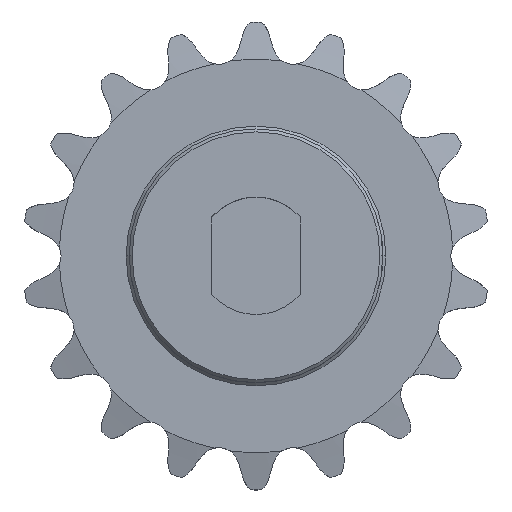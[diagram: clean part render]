
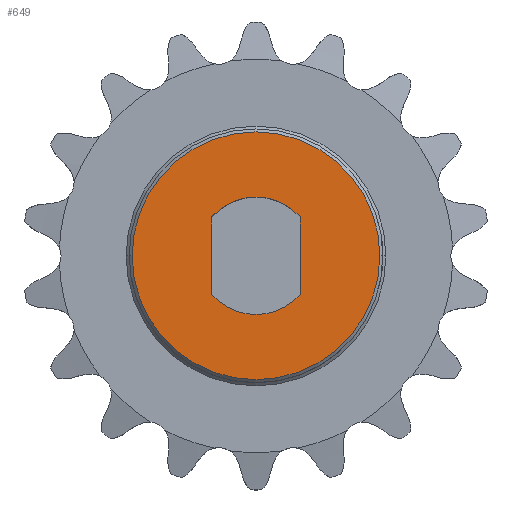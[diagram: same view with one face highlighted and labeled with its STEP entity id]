
A CAD part, top view. The second image highlights one B-rep face of the part: STEP entity #649.
In plain terms, the highlighted planar face has unit normal (0, 0, 1).
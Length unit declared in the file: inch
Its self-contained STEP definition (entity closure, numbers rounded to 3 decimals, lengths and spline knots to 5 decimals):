
#203 = EDGE_CURVE ( 'NONE', #5520, #4548, #6536, .T. ) ;
#215 = ORIENTED_EDGE ( 'NONE', *, *, #203, .T. ) ;
#322 = CIRCLE ( 'NONE', #3921, 0.19685 ) ;
#340 = FACE_OUTER_BOUND ( 'NONE', #555, .T. ) ;
#425 = AXIS2_PLACEMENT_3D ( 'NONE', #1611, #5722, #2198 ) ;
#432 = CARTESIAN_POINT ( 'NONE',  ( 0., 0., 0.43 ) ) ;
#555 = EDGE_LOOP ( 'NONE', ( #215, #2723 ) ) ;
#611 = EDGE_CURVE ( 'NONE', #4548, #5520, #4832, .T. ) ;
#649 = ADVANCED_FACE ( 'NONE', ( #340, #1699 ), #2833, .F. ) ;
#733 = DIRECTION ( 'NONE',  ( 0., 0., -1. ) ) ;
#1322 = DIRECTION ( 'NONE',  ( -1., 0., 0. ) ) ;
#1377 = VERTEX_POINT ( 'NONE', #2755 ) ;
#1611 = CARTESIAN_POINT ( 'NONE',  ( 0., 0., 0.43 ) ) ;
#1699 = FACE_BOUND ( 'NONE', #4385, .T. ) ;
#1807 = CARTESIAN_POINT ( 'NONE',  ( -0.14775, 0.13008, 0.43 ) ) ;
#1911 = VECTOR ( 'NONE', #6481, 39.37008 ) ;
#2074 = LINE ( 'NONE', #2215, #6555 ) ;
#2108 = EDGE_CURVE ( 'NONE', #1377, #2675, #322, .T. ) ;
#2198 = DIRECTION ( 'NONE',  ( 1., 0., 0. ) ) ;
#2215 = CARTESIAN_POINT ( 'NONE',  ( 0.14775, 0.13008, 0.43 ) ) ;
#2454 = VERTEX_POINT ( 'NONE', #2529 ) ;
#2471 = ORIENTED_EDGE ( 'NONE', *, *, #5162, .F. ) ;
#2529 = CARTESIAN_POINT ( 'NONE',  ( 0.14775, -0.13008, 0.43 ) ) ;
#2587 = DIRECTION ( 'NONE',  ( 0., 0., 1. ) ) ;
#2675 = VERTEX_POINT ( 'NONE', #6270 ) ;
#2723 = ORIENTED_EDGE ( 'NONE', *, *, #611, .T. ) ;
#2755 = CARTESIAN_POINT ( 'NONE',  ( 0.14775, 0.13008, 0.43 ) ) ;
#2827 = CARTESIAN_POINT ( 'NONE',  ( -0.415, 0., 0.43 ) ) ;
#2833 = PLANE ( 'NONE',  #7184 ) ;
#3009 = DIRECTION ( 'NONE',  ( 0., 0., 1. ) ) ;
#3335 = CARTESIAN_POINT ( 'NONE',  ( 0., 0., 0.43 ) ) ;
#3921 = AXIS2_PLACEMENT_3D ( 'NONE', #3335, #7377, #3942 ) ;
#3942 = DIRECTION ( 'NONE',  ( 1., 0., 0. ) ) ;
#4050 = EDGE_CURVE ( 'NONE', #6500, #2454, #6845, .T. ) ;
#4248 = AXIS2_PLACEMENT_3D ( 'NONE', #6662, #2587, #6096 ) ;
#4385 = EDGE_LOOP ( 'NONE', ( #2471, #6699, #4581, #6388 ) ) ;
#4492 = AXIS2_PLACEMENT_3D ( 'NONE', #6503, #3009, #7064 ) ;
#4548 = VERTEX_POINT ( 'NONE', #6987 ) ;
#4581 = ORIENTED_EDGE ( 'NONE', *, *, #6651, .F. ) ;
#4832 = CIRCLE ( 'NONE', #4492, 0.415 ) ;
#5162 = EDGE_CURVE ( 'NONE', #2675, #6500, #6564, .T. ) ;
#5520 = VERTEX_POINT ( 'NONE', #2827 ) ;
#5722 = DIRECTION ( 'NONE',  ( 0., 0., 1. ) ) ;
#5742 = DIRECTION ( 'NONE',  ( 0., 1., 0. ) ) ;
#6096 = DIRECTION ( 'NONE',  ( -1., 0., 0. ) ) ;
#6270 = CARTESIAN_POINT ( 'NONE',  ( -0.14775, 0.13008, 0.43 ) ) ;
#6388 = ORIENTED_EDGE ( 'NONE', *, *, #4050, .F. ) ;
#6481 = DIRECTION ( 'NONE',  ( 0., -1., 0. ) ) ;
#6500 = VERTEX_POINT ( 'NONE', #6725 ) ;
#6503 = CARTESIAN_POINT ( 'NONE',  ( 0., 0., 0.43 ) ) ;
#6536 = CIRCLE ( 'NONE', #4248, 0.415 ) ;
#6555 = VECTOR ( 'NONE', #5742, 39.37008 ) ;
#6564 = LINE ( 'NONE', #1807, #1911 ) ;
#6651 = EDGE_CURVE ( 'NONE', #2454, #1377, #2074, .T. ) ;
#6662 = CARTESIAN_POINT ( 'NONE',  ( 0., 0., 0.43 ) ) ;
#6699 = ORIENTED_EDGE ( 'NONE', *, *, #2108, .F. ) ;
#6725 = CARTESIAN_POINT ( 'NONE',  ( -0.14775, -0.13008, 0.43 ) ) ;
#6845 = CIRCLE ( 'NONE', #425, 0.19685 ) ;
#6987 = CARTESIAN_POINT ( 'NONE',  ( 0.415, 0., 0.43 ) ) ;
#7064 = DIRECTION ( 'NONE',  ( -1., 0., 0. ) ) ;
#7184 = AXIS2_PLACEMENT_3D ( 'NONE', #432, #733, #1322 ) ;
#7377 = DIRECTION ( 'NONE',  ( 0., 0., 1. ) ) ;
